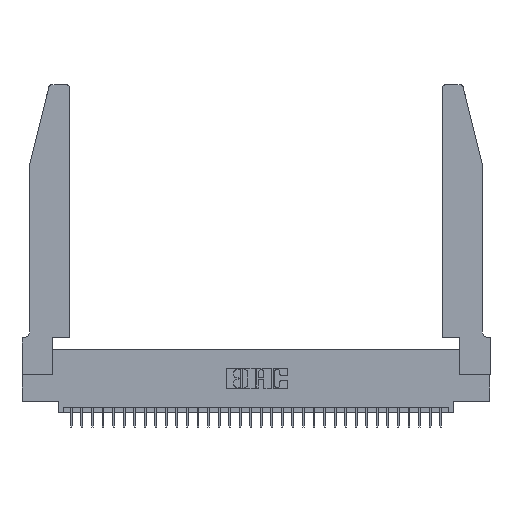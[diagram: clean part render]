
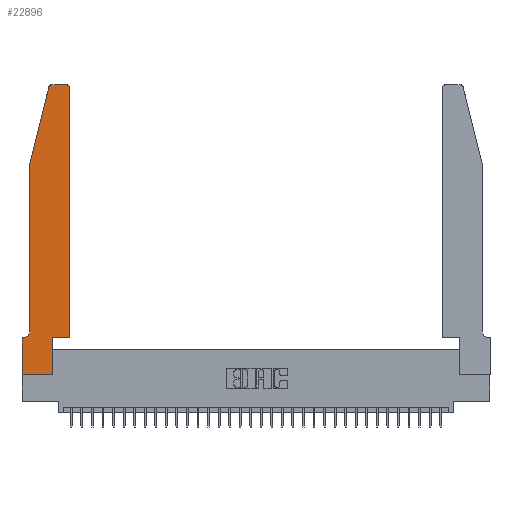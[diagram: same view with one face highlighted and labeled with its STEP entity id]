
A CAD part, top view. The second image highlights one B-rep face of the part: STEP entity #22896.
In plain terms, the highlighted planar face has unit normal (0, 0, 1).
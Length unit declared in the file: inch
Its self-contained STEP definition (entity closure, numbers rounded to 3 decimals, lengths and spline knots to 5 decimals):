
#197 = CARTESIAN_POINT ( 'NONE',  ( 0.2865, 0.35, 0.37 ) ) ;
#346 = VECTOR ( 'NONE', #32263, 39.37008 ) ;
#593 = EDGE_CURVE ( 'NONE', #1567, #23850, #4326, .T. ) ;
#634 = LINE ( 'NONE', #11860, #14073 ) ;
#690 = CARTESIAN_POINT ( 'NONE',  ( 0.2865, 0., 0.37 ) ) ;
#1567 = VERTEX_POINT ( 'NONE', #28708 ) ;
#1569 = LINE ( 'NONE', #33276, #13558 ) ;
#2190 = AXIS2_PLACEMENT_3D ( 'NONE', #9732, #26105, #23037 ) ;
#2468 = FACE_OUTER_BOUND ( 'NONE', #9248, .T. ) ;
#2604 = ORIENTED_EDGE ( 'NONE', *, *, #19097, .T. ) ;
#2947 = VERTEX_POINT ( 'NONE', #18501 ) ;
#3355 = AXIS2_PLACEMENT_3D ( 'NONE', #9408, #9580, #23049 ) ;
#3663 = CIRCLE ( 'NONE', #27353, 0.07 ) ;
#3733 = DIRECTION ( 'NONE',  ( 0., 1., 0. ) ) ;
#4205 = DIRECTION ( 'NONE',  ( 0., 0., -1. ) ) ;
#4326 = LINE ( 'NONE', #30206, #33546 ) ;
#4671 = DIRECTION ( 'NONE',  ( -0.239, -0.971, 0. ) ) ;
#4847 = DIRECTION ( 'NONE',  ( 0., 0., 1. ) ) ;
#5051 = PLANE ( 'NONE',  #2190 ) ;
#5301 = EDGE_CURVE ( 'NONE', #25099, #16057, #18209, .T. ) ;
#6418 = ORIENTED_EDGE ( 'NONE', *, *, #28038, .T. ) ;
#6701 = ORIENTED_EDGE ( 'NONE', *, *, #20326, .T. ) ;
#6886 = VECTOR ( 'NONE', #3733, 39.37008 ) ;
#6898 = ORIENTED_EDGE ( 'NONE', *, *, #14093, .T. ) ;
#7133 = DIRECTION ( 'NONE',  ( -1., 0., 0. ) ) ;
#7547 = ORIENTED_EDGE ( 'NONE', *, *, #33206, .T. ) ;
#7737 = LINE ( 'NONE', #25703, #21635 ) ;
#8125 = CIRCLE ( 'NONE', #32888, 0.03 ) ;
#8146 = EDGE_CURVE ( 'NONE', #19617, #1567, #8125, .T. ) ;
#8401 = DIRECTION ( 'NONE',  ( 1., 0., 0. ) ) ;
#8500 = LINE ( 'NONE', #11076, #30091 ) ;
#8752 = LINE ( 'NONE', #22220, #6886 ) ;
#9248 = EDGE_LOOP ( 'NONE', ( #7547, #11335, #11051, #15825, #22739, #6418, #16737, #2604, #6701, #20456, #22276, #6898 ) ) ;
#9408 = CARTESIAN_POINT ( 'NONE',  ( 0.4205, 2.72, 0.37 ) ) ;
#9580 = DIRECTION ( 'NONE',  ( 0., 0., 1. ) ) ;
#9732 = CARTESIAN_POINT ( 'NONE',  ( 0., 0.35, 0.37 ) ) ;
#10677 = VECTOR ( 'NONE', #8401, 39.37008 ) ;
#11051 = ORIENTED_EDGE ( 'NONE', *, *, #593, .T. ) ;
#11076 = CARTESIAN_POINT ( 'NONE',  ( 0.2605, 2.75, 0.37 ) ) ;
#11335 = ORIENTED_EDGE ( 'NONE', *, *, #8146, .T. ) ;
#11424 = CARTESIAN_POINT ( 'NONE',  ( 0., 0., 0.37 ) ) ;
#11860 = CARTESIAN_POINT ( 'NONE',  ( 0.0755, 2., 0.37 ) ) ;
#12759 = CARTESIAN_POINT ( 'NONE',  ( 0.0755, 2., 0.37 ) ) ;
#13558 = VECTOR ( 'NONE', #27946, 39.37008 ) ;
#14073 = VECTOR ( 'NONE', #19626, 39.37008 ) ;
#14093 = EDGE_CURVE ( 'NONE', #16057, #2947, #28161, .T. ) ;
#14918 = VERTEX_POINT ( 'NONE', #21912 ) ;
#15022 = VERTEX_POINT ( 'NONE', #23994 ) ;
#15825 = ORIENTED_EDGE ( 'NONE', *, *, #20357, .T. ) ;
#16057 = VERTEX_POINT ( 'NONE', #30913 ) ;
#16737 = ORIENTED_EDGE ( 'NONE', *, *, #33211, .T. ) ;
#17727 = VECTOR ( 'NONE', #28511, 39.37008 ) ;
#18209 = LINE ( 'NONE', #33505, #17727 ) ;
#18313 = CARTESIAN_POINT ( 'NONE',  ( 0., 0.35, 0.37 ) ) ;
#18501 = CARTESIAN_POINT ( 'NONE',  ( 0.4205, 2.75, 0.37 ) ) ;
#19097 = EDGE_CURVE ( 'NONE', #25469, #23670, #19285, .T. ) ;
#19285 = LINE ( 'NONE', #24275, #10677 ) ;
#19373 = LINE ( 'NONE', #11424, #346 ) ;
#19617 = VERTEX_POINT ( 'NONE', #22173 ) ;
#19626 = DIRECTION ( 'NONE',  ( 0., -1., 0. ) ) ;
#20326 = EDGE_CURVE ( 'NONE', #23670, #28947, #8752, .T. ) ;
#20357 = EDGE_CURVE ( 'NONE', #23850, #14918, #634, .T. ) ;
#20456 = ORIENTED_EDGE ( 'NONE', *, *, #32080, .T. ) ;
#21603 = DIRECTION ( 'NONE',  ( -1., 0., 0. ) ) ;
#21635 = VECTOR ( 'NONE', #23793, 39.37008 ) ;
#21889 = CARTESIAN_POINT ( 'NONE',  ( 0., 0., 0.37 ) ) ;
#21912 = CARTESIAN_POINT ( 'NONE',  ( 0.0755, 0.42, 0.37 ) ) ;
#22040 = EDGE_CURVE ( 'NONE', #14918, #15022, #3663, .T. ) ;
#22173 = CARTESIAN_POINT ( 'NONE',  ( 0.284, 2.75, 0.37 ) ) ;
#22220 = CARTESIAN_POINT ( 'NONE',  ( 0.2865, 0.35, 0.37 ) ) ;
#22276 = ORIENTED_EDGE ( 'NONE', *, *, #5301, .T. ) ;
#22739 = ORIENTED_EDGE ( 'NONE', *, *, #22040, .T. ) ;
#22896 = ADVANCED_FACE ( 'NONE', ( #2468 ), #5051, .T. ) ;
#23037 = DIRECTION ( 'NONE',  ( 1., 0., 0. ) ) ;
#23049 = DIRECTION ( 'NONE',  ( 1., 0., 0. ) ) ;
#23670 = VERTEX_POINT ( 'NONE', #690 ) ;
#23793 = DIRECTION ( 'NONE',  ( -1., 0., 0. ) ) ;
#23850 = VERTEX_POINT ( 'NONE', #12759 ) ;
#23994 = CARTESIAN_POINT ( 'NONE',  ( 0.0055, 0.35, 0.37 ) ) ;
#24275 = CARTESIAN_POINT ( 'NONE',  ( 0., 0., 0.37 ) ) ;
#25099 = VERTEX_POINT ( 'NONE', #25364 ) ;
#25364 = CARTESIAN_POINT ( 'NONE',  ( 0.4505, 0.35, 0.37 ) ) ;
#25469 = VERTEX_POINT ( 'NONE', #21889 ) ;
#25703 = CARTESIAN_POINT ( 'NONE',  ( 0.0755, 0.35, 0.37 ) ) ;
#26086 = CARTESIAN_POINT ( 'NONE',  ( 0.284, 2.72, 0.37 ) ) ;
#26105 = DIRECTION ( 'NONE',  ( 0., 0., 1. ) ) ;
#26326 = VERTEX_POINT ( 'NONE', #18313 ) ;
#27353 = AXIS2_PLACEMENT_3D ( 'NONE', #28177, #4205, #7133 ) ;
#27946 = DIRECTION ( 'NONE',  ( 1., 0., 0. ) ) ;
#28038 = EDGE_CURVE ( 'NONE', #15022, #26326, #7737, .T. ) ;
#28161 = CIRCLE ( 'NONE', #3355, 0.03 ) ;
#28177 = CARTESIAN_POINT ( 'NONE',  ( 0.0055, 0.42, 0.37 ) ) ;
#28511 = DIRECTION ( 'NONE',  ( 0., 1., 0. ) ) ;
#28708 = CARTESIAN_POINT ( 'NONE',  ( 0.25487, 2.72718, 0.37 ) ) ;
#28947 = VERTEX_POINT ( 'NONE', #197 ) ;
#30091 = VECTOR ( 'NONE', #21603, 39.37008 ) ;
#30206 = CARTESIAN_POINT ( 'NONE',  ( 0.0755, 2., 0.37 ) ) ;
#30913 = CARTESIAN_POINT ( 'NONE',  ( 0.4505, 2.72, 0.37 ) ) ;
#31401 = DIRECTION ( 'NONE',  ( 1., 0., 0. ) ) ;
#32080 = EDGE_CURVE ( 'NONE', #28947, #25099, #1569, .T. ) ;
#32263 = DIRECTION ( 'NONE',  ( 0., -1., 0. ) ) ;
#32888 = AXIS2_PLACEMENT_3D ( 'NONE', #26086, #4847, #31401 ) ;
#33206 = EDGE_CURVE ( 'NONE', #2947, #19617, #8500, .T. ) ;
#33211 = EDGE_CURVE ( 'NONE', #26326, #25469, #19373, .T. ) ;
#33276 = CARTESIAN_POINT ( 'NONE',  ( 0.4505, 0.35, 0.37 ) ) ;
#33505 = CARTESIAN_POINT ( 'NONE',  ( 0.4505, 0.35, 0.37 ) ) ;
#33546 = VECTOR ( 'NONE', #4671, 39.37008 ) ;
